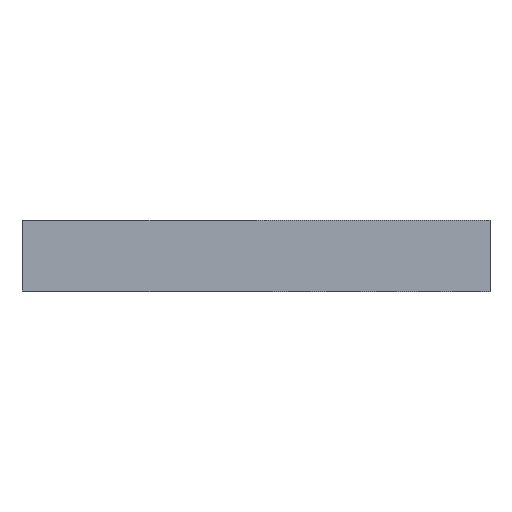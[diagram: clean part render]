
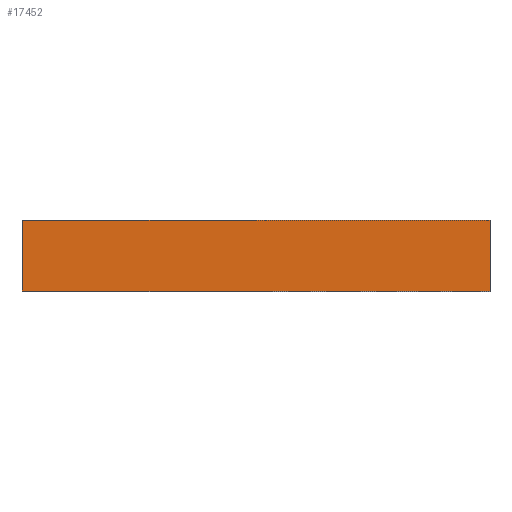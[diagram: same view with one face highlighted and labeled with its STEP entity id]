
A CAD part, top view. The second image highlights one B-rep face of the part: STEP entity #17452.
In plain terms, the highlighted planar face has unit normal (0, 0, 1).
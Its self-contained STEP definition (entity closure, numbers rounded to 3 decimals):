
#605 = DIRECTION ( 'NONE',  ( -1., 0., 0. ) ) ;
#1753 = LINE ( 'NONE', #7280, #2571 ) ;
#1918 = VECTOR ( 'NONE', #15597, 1000. ) ;
#2187 = VECTOR ( 'NONE', #10560, 1000. ) ;
#2562 = VERTEX_POINT ( 'NONE', #5773 ) ;
#2571 = VECTOR ( 'NONE', #14772, 1000. ) ;
#2572 = CARTESIAN_POINT ( 'NONE',  ( 3.5, 0., 3.5 ) ) ;
#3113 = CARTESIAN_POINT ( 'NONE',  ( -3.5, 0., 3.5 ) ) ;
#3466 = LINE ( 'NONE', #14944, #2187 ) ;
#4639 = EDGE_CURVE ( 'NONE', #11542, #5262, #15043, .T. ) ;
#4763 = AXIS2_PLACEMENT_3D ( 'NONE', #16737, #7970, #605 ) ;
#4786 = PLANE ( 'NONE',  #4763 ) ;
#5262 = VERTEX_POINT ( 'NONE', #3113 ) ;
#5379 = LINE ( 'NONE', #17341, #1918 ) ;
#5753 = EDGE_CURVE ( 'NONE', #5262, #6938, #3466, .T. ) ;
#5773 = CARTESIAN_POINT ( 'NONE',  ( 3.5, 1.06, 3.5 ) ) ;
#6583 = VECTOR ( 'NONE', #18158, 1000. ) ;
#6637 = ORIENTED_EDGE ( 'NONE', *, *, #5753, .F. ) ;
#6938 = VERTEX_POINT ( 'NONE', #13262 ) ;
#7154 = ORIENTED_EDGE ( 'NONE', *, *, #4639, .F. ) ;
#7280 = CARTESIAN_POINT ( 'NONE',  ( 3.5, 1.06, 3.5 ) ) ;
#7970 = DIRECTION ( 'NONE',  ( 0., 0., -1. ) ) ;
#8430 = EDGE_CURVE ( 'NONE', #6938, #2562, #5379, .T. ) ;
#10560 = DIRECTION ( 'NONE',  ( 0., 1., 0. ) ) ;
#11542 = VERTEX_POINT ( 'NONE', #2572 ) ;
#13055 = ORIENTED_EDGE ( 'NONE', *, *, #8430, .F. ) ;
#13262 = CARTESIAN_POINT ( 'NONE',  ( -3.5, 1.06, 3.5 ) ) ;
#13906 = FACE_OUTER_BOUND ( 'NONE', #18183, .T. ) ;
#14521 = EDGE_CURVE ( 'NONE', #2562, #11542, #1753, .T. ) ;
#14772 = DIRECTION ( 'NONE',  ( 0., -1., 0. ) ) ;
#14944 = CARTESIAN_POINT ( 'NONE',  ( -3.5, 1.06, 3.5 ) ) ;
#15043 = LINE ( 'NONE', #15229, #6583 ) ;
#15229 = CARTESIAN_POINT ( 'NONE',  ( 0., 0., 3.5 ) ) ;
#15597 = DIRECTION ( 'NONE',  ( 1., 0., 0. ) ) ;
#16737 = CARTESIAN_POINT ( 'NONE',  ( -3.5, 1.06, 3.5 ) ) ;
#17330 = ORIENTED_EDGE ( 'NONE', *, *, #14521, .F. ) ;
#17341 = CARTESIAN_POINT ( 'NONE',  ( 0., 1.06, 3.5 ) ) ;
#17452 = ADVANCED_FACE ( 'NONE', ( #13906 ), #4786, .F. ) ;
#18158 = DIRECTION ( 'NONE',  ( -1., 0., 0. ) ) ;
#18183 = EDGE_LOOP ( 'NONE', ( #17330, #13055, #6637, #7154 ) ) ;
